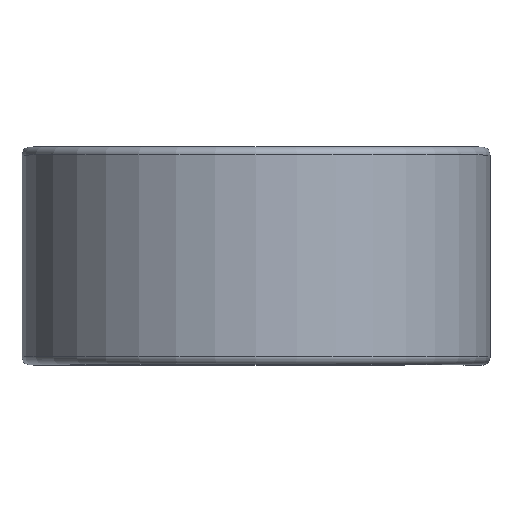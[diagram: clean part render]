
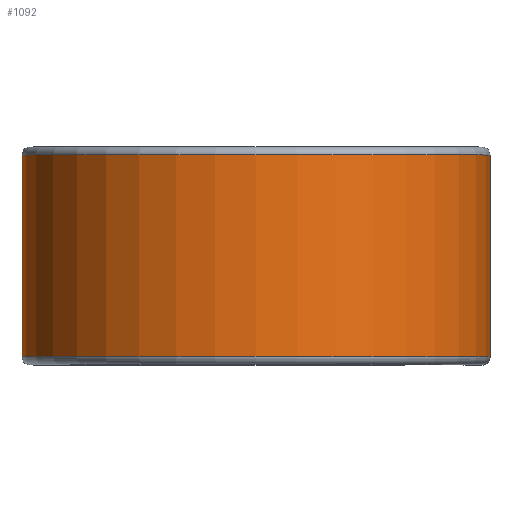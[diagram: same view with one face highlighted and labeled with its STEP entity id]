
A CAD part, top view. The second image highlights one B-rep face of the part: STEP entity #1092.
In plain terms, the highlighted cylindrical face has radius 22.162 mm (diameter 44.323 mm), a partial arc.
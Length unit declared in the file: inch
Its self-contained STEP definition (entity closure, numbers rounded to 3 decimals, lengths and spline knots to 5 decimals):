
#65 = CARTESIAN_POINT ( 'NONE',  ( 0., 0.37625, -0.8725 ) ) ;
#254 = FACE_OUTER_BOUND ( 'NONE', #417, .T. ) ;
#280 = CARTESIAN_POINT ( 'NONE',  ( 0., -0.37625, 0. ) ) ;
#338 = VECTOR ( 'NONE', #1176, 39.37008 ) ;
#373 = CARTESIAN_POINT ( 'NONE',  ( 0.8725, 0.37625, 0. ) ) ;
#417 = EDGE_LOOP ( 'NONE', ( #1075, #1839, #1333, #1297 ) ) ;
#473 = DIRECTION ( 'NONE',  ( 0., 0., -1. ) ) ;
#482 = CIRCLE ( 'NONE', #1983, 0.8725 ) ;
#596 = CARTESIAN_POINT ( 'NONE',  ( 0., -0.37625, -0.8725 ) ) ;
#847 = CARTESIAN_POINT ( 'NONE',  ( 0.8725, 0.37625, 0. ) ) ;
#849 = DIRECTION ( 'NONE',  ( 0., 0., -1. ) ) ;
#872 = EDGE_CURVE ( 'NONE', #1301, #1928, #1319, .T. ) ;
#876 = AXIS2_PLACEMENT_3D ( 'NONE', #2084, #2275, #849 ) ;
#988 = LINE ( 'NONE', #373, #1455 ) ;
#1075 = ORIENTED_EDGE ( 'NONE', *, *, #1780, .T. ) ;
#1089 = DIRECTION ( 'NONE',  ( 0., -1., 0. ) ) ;
#1092 = ADVANCED_FACE ( 'NONE', ( #254 ), #1429, .T. ) ;
#1176 = DIRECTION ( 'NONE',  ( 0., 1., 0. ) ) ;
#1297 = ORIENTED_EDGE ( 'NONE', *, *, #2279, .F. ) ;
#1301 = VERTEX_POINT ( 'NONE', #596 ) ;
#1315 = CIRCLE ( 'NONE', #1932, 0.8725 ) ;
#1319 = LINE ( 'NONE', #65, #338 ) ;
#1324 = CARTESIAN_POINT ( 'NONE',  ( 0.8725, -0.37625, 0. ) ) ;
#1333 = ORIENTED_EDGE ( 'NONE', *, *, #872, .F. ) ;
#1429 = CYLINDRICAL_SURFACE ( 'NONE', #876, 0.8725 ) ;
#1455 = VECTOR ( 'NONE', #1476, 39.37008 ) ;
#1476 = DIRECTION ( 'NONE',  ( 0., 1., 0. ) ) ;
#1544 = VERTEX_POINT ( 'NONE', #847 ) ;
#1563 = DIRECTION ( 'NONE',  ( 0., -1., 0. ) ) ;
#1662 = EDGE_CURVE ( 'NONE', #1544, #1928, #1315, .T. ) ;
#1780 = EDGE_CURVE ( 'NONE', #2118, #1544, #988, .T. ) ;
#1839 = ORIENTED_EDGE ( 'NONE', *, *, #1662, .T. ) ;
#1928 = VERTEX_POINT ( 'NONE', #2236 ) ;
#1932 = AXIS2_PLACEMENT_3D ( 'NONE', #2163, #1089, #2355 ) ;
#1983 = AXIS2_PLACEMENT_3D ( 'NONE', #280, #1563, #473 ) ;
#2084 = CARTESIAN_POINT ( 'NONE',  ( 0., 0.375, 0. ) ) ;
#2118 = VERTEX_POINT ( 'NONE', #1324 ) ;
#2163 = CARTESIAN_POINT ( 'NONE',  ( 0., 0.37625, 0. ) ) ;
#2236 = CARTESIAN_POINT ( 'NONE',  ( 0., 0.37625, -0.8725 ) ) ;
#2275 = DIRECTION ( 'NONE',  ( 0., -1., 0. ) ) ;
#2279 = EDGE_CURVE ( 'NONE', #2118, #1301, #482, .T. ) ;
#2355 = DIRECTION ( 'NONE',  ( 0., 0., -1. ) ) ;
